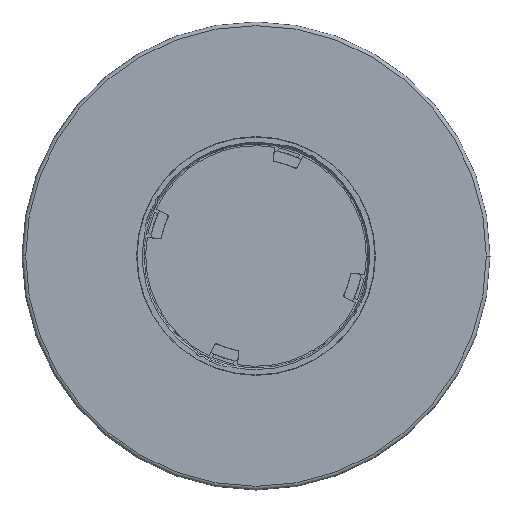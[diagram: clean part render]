
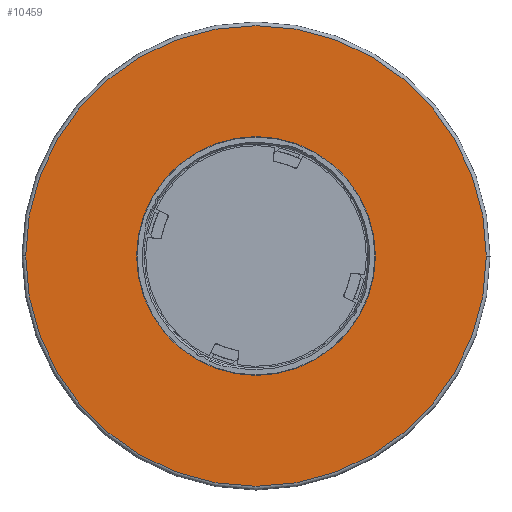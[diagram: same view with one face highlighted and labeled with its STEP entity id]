
A CAD part, front view. The second image highlights one B-rep face of the part: STEP entity #10459.
In plain terms, the highlighted planar face has unit normal (0, -1, 0).
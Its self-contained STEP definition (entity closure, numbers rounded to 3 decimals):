
#101=CARTESIAN_POINT('',(0.,19.25,0.));
#102=DIRECTION('',(0.,1.,0.));
#103=DIRECTION('',(1.,0.,0.));
#104=AXIS2_PLACEMENT_3D('',#101,#102,#103);
#133=CARTESIAN_POINT('',(0.,19.25,0.));
#134=DIRECTION('',(0.,-1.,0.));
#135=DIRECTION('',(1.,0.,0.));
#136=AXIS2_PLACEMENT_3D('',#133,#134,#135);
#7850=CARTESIAN_POINT('',(0.,19.25,0.));
#7851=DIRECTION('',(0.,1.,0.));
#7852=DIRECTION('',(1.,0.,0.));
#7853=AXIS2_PLACEMENT_3D('',#7850,#7851,#7852);
#7858=CARTESIAN_POINT('',(0.,19.25,0.));
#7859=DIRECTION('',(0.,1.,0.));
#7860=DIRECTION('',(-1.,0.,0.));
#7861=AXIS2_PLACEMENT_3D('',#7858,#7859,#7860);
#10311=CARTESIAN_POINT('',(-47.25,19.25,0.));
#10312=VERTEX_POINT('',#10311);
#10313=CARTESIAN_POINT('',(47.25,19.25,0.));
#10314=VERTEX_POINT('',#10313);
#10376=CARTESIAN_POINT('',(24.492,19.25,0.));
#10377=CARTESIAN_POINT('',(-24.492,19.25,0.));
#10378=VERTEX_POINT('',#10376);
#10379=VERTEX_POINT('',#10377);
#10442=CARTESIAN_POINT('',(0.,19.25,0.));
#10443=DIRECTION('',(0.,1.,0.));
#10444=DIRECTION('',(1.,0.,0.));
#10445=AXIS2_PLACEMENT_3D('',#10442,#10443,#10444);
#10446=PLANE('',#10445);
#10448=ORIENTED_EDGE('',*,*,#10447,.T.);
#10450=ORIENTED_EDGE('',*,*,#10449,.F.);
#10451=EDGE_LOOP('',(#10448,#10450));
#10452=FACE_OUTER_BOUND('',#10451,.F.);
#10454=ORIENTED_EDGE('',*,*,#10453,.F.);
#10456=ORIENTED_EDGE('',*,*,#10455,.F.);
#10457=EDGE_LOOP('',(#10454,#10456));
#10458=FACE_BOUND('',#10457,.F.);
#10459=ADVANCED_FACE('',(#10452,#10458),#10446,.F.);
#105=CIRCLE('',#104,47.25);
#137=CIRCLE('',#136,47.25);
#7854=CIRCLE('',#7853,24.492);
#7862=CIRCLE('',#7861,24.492);
#10447=EDGE_CURVE('',#10314,#10312,#105,.T.);
#10449=EDGE_CURVE('',#10314,#10312,#137,.T.);
#10453=EDGE_CURVE('',#10378,#10379,#7854,.T.);
#10455=EDGE_CURVE('',#10379,#10378,#7862,.T.);
